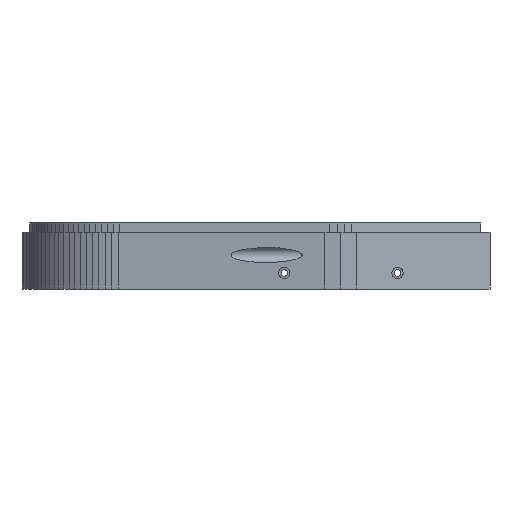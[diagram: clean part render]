
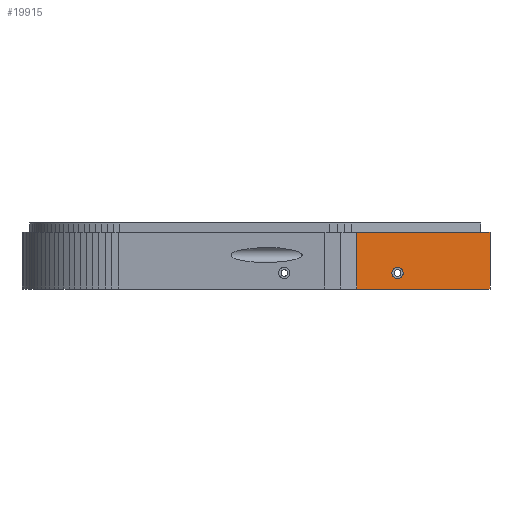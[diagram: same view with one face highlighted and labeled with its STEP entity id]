
A CAD part, front view. The second image highlights one B-rep face of the part: STEP entity #19915.
In plain terms, the highlighted planar face has unit normal (0.1, -0.995, 0).
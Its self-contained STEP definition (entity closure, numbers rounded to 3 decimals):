
#4713 = PLANE('',#4714);
#4714 = AXIS2_PLACEMENT_3D('',#4715,#4716,#4717);
#4715 = CARTESIAN_POINT('',(-200.,-100.,167.));
#4716 = DIRECTION('',(0.,0.,1.));
#4717 = DIRECTION('',(1.,0.,0.));
#11141 = PLANE('',#11142);
#11142 = AXIS2_PLACEMENT_3D('',#11143,#11144,#11145);
#11143 = CARTESIAN_POINT('',(79.,-75.,22.));
#11144 = DIRECTION('',(1.,0.,0.));
#11145 = DIRECTION('',(0.,0.,1.));
#12557 = VERTEX_POINT('',#12558);
#12558 = CARTESIAN_POINT('',(8.438,-69.49,167.));
#12571 = PLANE('',#12572);
#12572 = AXIS2_PLACEMENT_3D('',#12573,#12574,#12575);
#12573 = CARTESIAN_POINT('',(8.438,-69.49,137.));
#12574 = DIRECTION('',(0.06,-0.998,0.));
#12575 = DIRECTION('',(-0.998,-0.06,0.));
#12582 = EDGE_CURVE('',#12583,#12557,#12585,.T.);
#12583 = VERTEX_POINT('',#12584);
#12584 = CARTESIAN_POINT('',(79.,-62.398,167.));
#12585 = SURFACE_CURVE('',#12586,(#12590,#12596),.PCURVE_S1.);
#12586 = LINE('',#12587,#12588);
#12587 = CARTESIAN_POINT('',(-22.113,-72.56,167.));
#12588 = VECTOR('',#12589,1.);
#12589 = DIRECTION('',(-0.995,-0.1,0.));
#12590 = PCURVE('',#4713,#12591);
#12591 = DEFINITIONAL_REPRESENTATION('',(#12592),#12595);
#12592 = B_SPLINE_CURVE_WITH_KNOTS('',1,(#12593,#12594),.UNSPECIFIED.,
  .F.,.F.,(2,2),(-108.714,-23.613),
  .PIECEWISE_BEZIER_KNOTS.);
#12593 = CARTESIAN_POINT('',(286.056,38.311));
#12594 = CARTESIAN_POINT('',(201.381,29.801));
#12595 = ( GEOMETRIC_REPRESENTATION_CONTEXT(2) 
PARAMETRIC_REPRESENTATION_CONTEXT() REPRESENTATION_CONTEXT('2D SPACE',''
  ) );
#12596 = PCURVE('',#12597,#12602);
#12597 = PLANE('',#12598);
#12598 = AXIS2_PLACEMENT_3D('',#12599,#12600,#12601);
#12599 = CARTESIAN_POINT('',(156.725,-54.587,163.));
#12600 = DIRECTION('',(0.1,-0.995,0.));
#12601 = DIRECTION('',(-0.995,-0.1,0.));
#12602 = DEFINITIONAL_REPRESENTATION('',(#12603),#12606);
#12603 = B_SPLINE_CURVE_WITH_KNOTS('',1,(#12604,#12605),.UNSPECIFIED.,
  .F.,.F.,(2,2),(-108.714,-23.613),
  .PIECEWISE_BEZIER_KNOTS.);
#12604 = CARTESIAN_POINT('',(71.025,-4.));
#12605 = CARTESIAN_POINT('',(156.126,-4.));
#12606 = ( GEOMETRIC_REPRESENTATION_CONTEXT(2) 
PARAMETRIC_REPRESENTATION_CONTEXT() REPRESENTATION_CONTEXT('2D SPACE',''
  ) );
#14748 = PLANE('',#14749);
#14749 = AXIS2_PLACEMENT_3D('',#14750,#14751,#14752);
#14750 = CARTESIAN_POINT('',(-168.894,3.502,137.));
#14751 = DIRECTION('',(0.,0.,1.));
#14752 = DIRECTION('',(1.,0.,0.));
#19831 = EDGE_CURVE('',#19832,#12583,#19834,.T.);
#19832 = VERTEX_POINT('',#19833);
#19833 = CARTESIAN_POINT('',(79.,-62.398,137.));
#19834 = SURFACE_CURVE('',#19835,(#19839,#19845),.PCURVE_S1.);
#19835 = LINE('',#19836,#19837);
#19836 = CARTESIAN_POINT('',(79.,-62.398,92.5));
#19837 = VECTOR('',#19838,1.);
#19838 = DIRECTION('',(0.,0.,1.));
#19839 = PCURVE('',#11141,#19840);
#19840 = DEFINITIONAL_REPRESENTATION('',(#19841),#19844);
#19841 = B_SPLINE_CURVE_WITH_KNOTS('',1,(#19842,#19843),.UNSPECIFIED.,
  .F.,.F.,(2,2),(39.3,94.5),.PIECEWISE_BEZIER_KNOTS.);
#19842 = CARTESIAN_POINT('',(109.8,-12.602));
#19843 = CARTESIAN_POINT('',(165.,-12.602));
#19844 = ( GEOMETRIC_REPRESENTATION_CONTEXT(2) 
PARAMETRIC_REPRESENTATION_CONTEXT() REPRESENTATION_CONTEXT('2D SPACE',''
  ) );
#19845 = PCURVE('',#12597,#19846);
#19846 = DEFINITIONAL_REPRESENTATION('',(#19847),#19850);
#19847 = B_SPLINE_CURVE_WITH_KNOTS('',1,(#19848,#19849),.UNSPECIFIED.,
  .F.,.F.,(2,2),(39.3,94.5),.PIECEWISE_BEZIER_KNOTS.);
#19848 = CARTESIAN_POINT('',(78.117,31.2));
#19849 = CARTESIAN_POINT('',(78.117,-24.));
#19850 = ( GEOMETRIC_REPRESENTATION_CONTEXT(2) 
PARAMETRIC_REPRESENTATION_CONTEXT() REPRESENTATION_CONTEXT('2D SPACE',''
  ) );
#19915 = ADVANCED_FACE('',(#19916,#19964),#12597,.T.);
#19916 = FACE_BOUND('',#19917,.T.);
#19917 = EDGE_LOOP('',(#19918,#19941,#19942,#19943));
#19918 = ORIENTED_EDGE('',*,*,#19919,.F.);
#19919 = EDGE_CURVE('',#19832,#19920,#19922,.T.);
#19920 = VERTEX_POINT('',#19921);
#19921 = CARTESIAN_POINT('',(8.438,-69.49,137.));
#19922 = SURFACE_CURVE('',#19923,(#19927,#19934),.PCURVE_S1.);
#19923 = LINE('',#19924,#19925);
#19924 = CARTESIAN_POINT('',(305.013,-39.685,137.));
#19925 = VECTOR('',#19926,1.);
#19926 = DIRECTION('',(-0.995,-0.1,0.));
#19927 = PCURVE('',#12597,#19928);
#19928 = DEFINITIONAL_REPRESENTATION('',(#19929),#19933);
#19929 = LINE('',#19930,#19931);
#19930 = CARTESIAN_POINT('',(-149.035,26.));
#19931 = VECTOR('',#19932,1.);
#19932 = DIRECTION('',(1.,0.));
#19933 = ( GEOMETRIC_REPRESENTATION_CONTEXT(2) 
PARAMETRIC_REPRESENTATION_CONTEXT() REPRESENTATION_CONTEXT('2D SPACE',''
  ) );
#19934 = PCURVE('',#14748,#19935);
#19935 = DEFINITIONAL_REPRESENTATION('',(#19936),#19940);
#19936 = LINE('',#19937,#19938);
#19937 = CARTESIAN_POINT('',(473.907,-43.187));
#19938 = VECTOR('',#19939,1.);
#19939 = DIRECTION('',(-0.995,-0.1));
#19940 = ( GEOMETRIC_REPRESENTATION_CONTEXT(2) 
PARAMETRIC_REPRESENTATION_CONTEXT() REPRESENTATION_CONTEXT('2D SPACE',''
  ) );
#19941 = ORIENTED_EDGE('',*,*,#19831,.T.);
#19942 = ORIENTED_EDGE('',*,*,#12582,.T.);
#19943 = ORIENTED_EDGE('',*,*,#19944,.F.);
#19944 = EDGE_CURVE('',#19920,#12557,#19945,.T.);
#19945 = SURFACE_CURVE('',#19946,(#19950,#19957),.PCURVE_S1.);
#19946 = LINE('',#19947,#19948);
#19947 = CARTESIAN_POINT('',(8.438,-69.49,137.));
#19948 = VECTOR('',#19949,1.);
#19949 = DIRECTION('',(0.,0.,1.));
#19950 = PCURVE('',#12597,#19951);
#19951 = DEFINITIONAL_REPRESENTATION('',(#19952),#19956);
#19952 = LINE('',#19953,#19954);
#19953 = CARTESIAN_POINT('',(149.035,26.));
#19954 = VECTOR('',#19955,1.);
#19955 = DIRECTION('',(0.,-1.));
#19956 = ( GEOMETRIC_REPRESENTATION_CONTEXT(2) 
PARAMETRIC_REPRESENTATION_CONTEXT() REPRESENTATION_CONTEXT('2D SPACE',''
  ) );
#19957 = PCURVE('',#12571,#19958);
#19958 = DEFINITIONAL_REPRESENTATION('',(#19959),#19963);
#19959 = LINE('',#19960,#19961);
#19960 = CARTESIAN_POINT('',(0.,0.));
#19961 = VECTOR('',#19962,1.);
#19962 = DIRECTION('',(0.,-1.));
#19963 = ( GEOMETRIC_REPRESENTATION_CONTEXT(2) 
PARAMETRIC_REPRESENTATION_CONTEXT() REPRESENTATION_CONTEXT('2D SPACE',''
  ) );
#19964 = FACE_BOUND('',#19965,.T.);
#19965 = EDGE_LOOP('',(#19966));
#19966 = ORIENTED_EDGE('',*,*,#19967,.F.);
#19967 = EDGE_CURVE('',#19968,#19968,#19970,.T.);
#19968 = VERTEX_POINT('',#19969);
#19969 = CARTESIAN_POINT('',(27.,-67.624,145.5));
#19970 = SURFACE_CURVE('',#19971,(#19976,#19983),.PCURVE_S1.);
#19971 = ELLIPSE('',#19972,3.015,3.);
#19972 = AXIS2_PLACEMENT_3D('',#19973,#19974,#19975);
#19973 = CARTESIAN_POINT('',(30.,-67.323,145.5));
#19974 = DIRECTION('',(0.1,-0.995,
    0.));
#19975 = DIRECTION('',(-0.995,-0.1,
    0.));
#19976 = PCURVE('',#12597,#19977);
#19977 = DEFINITIONAL_REPRESENTATION('',(#19978),#19982);
#19978 = ELLIPSE('',#19979,3.015,3.);
#19979 = AXIS2_PLACEMENT_2D('',#19980,#19981);
#19980 = CARTESIAN_POINT('',(127.364,17.5));
#19981 = DIRECTION('',(1.,0.));
#19982 = ( GEOMETRIC_REPRESENTATION_CONTEXT(2) 
PARAMETRIC_REPRESENTATION_CONTEXT() REPRESENTATION_CONTEXT('2D SPACE',''
  ) );
#19983 = PCURVE('',#19984,#19989);
#19984 = CYLINDRICAL_SURFACE('',#19985,3.);
#19985 = AXIS2_PLACEMENT_3D('',#19986,#19987,#19988);
#19986 = CARTESIAN_POINT('',(30.,-60.,145.5));
#19987 = DIRECTION('',(0.,-1.,0.));
#19988 = DIRECTION('',(-1.,0.,0.));
#19989 = DEFINITIONAL_REPRESENTATION('',(#19990),#20009);
#19990 = B_SPLINE_CURVE_WITH_KNOTS('',9,(#19991,#19992,#19993,#19994,
    #19995,#19996,#19997,#19998,#19999,#20000,#20001,#20002,#20003,
    #20004,#20005,#20006,#20007,#20008),.UNSPECIFIED.,.F.,.F.,(10,8,10),
  (0.,3.142,6.283),.UNSPECIFIED.);
#19991 = CARTESIAN_POINT('',(-6.283,7.624));
#19992 = CARTESIAN_POINT('',(-5.934,7.624));
#19993 = CARTESIAN_POINT('',(-5.585,7.583));
#19994 = CARTESIAN_POINT('',(-5.236,7.5));
#19995 = CARTESIAN_POINT('',(-4.887,7.386));
#19996 = CARTESIAN_POINT('',(-4.538,7.259));
#19997 = CARTESIAN_POINT('',(-4.189,7.145));
#19998 = CARTESIAN_POINT('',(-3.84,7.062));
#19999 = CARTESIAN_POINT('',(-3.491,7.021));
#20000 = CARTESIAN_POINT('',(-2.793,7.021));
#20001 = CARTESIAN_POINT('',(-2.443,7.062));
#20002 = CARTESIAN_POINT('',(-2.094,7.145));
#20003 = CARTESIAN_POINT('',(-1.745,7.259));
#20004 = CARTESIAN_POINT('',(-1.396,7.386));
#20005 = CARTESIAN_POINT('',(-1.047,7.5));
#20006 = CARTESIAN_POINT('',(-0.698,7.583));
#20007 = CARTESIAN_POINT('',(-0.349,7.624));
#20008 = CARTESIAN_POINT('',(0.,7.624));
#20009 = ( GEOMETRIC_REPRESENTATION_CONTEXT(2) 
PARAMETRIC_REPRESENTATION_CONTEXT() REPRESENTATION_CONTEXT('2D SPACE',''
  ) );
